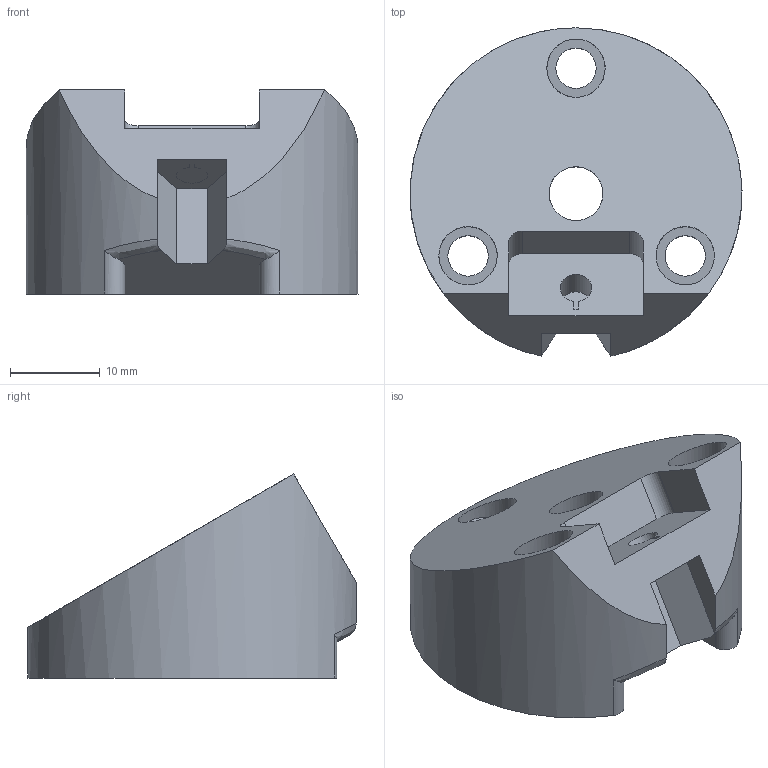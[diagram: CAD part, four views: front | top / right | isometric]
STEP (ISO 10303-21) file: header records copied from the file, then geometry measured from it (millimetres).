
FILE_DESCRIPTION(('FreeCAD Model'),'2;1');
FILE_NAME('Open CASCADE Shape Model','2024-04-18T19:41:36',(''),(''), 'Open CASCADE STEP processor 7.6','FreeCAD','Unknown');
FILE_SCHEMA(('AUTOMOTIVE_DESIGN { 1 0 10303 214 1 1 1 1 }'));
Length unit declared in the file: millimetre
Products named in the file (1): Body
Bounding box: 36.99 x 36.59 x 22.74 mm (x, y, z)
Volume: 12857.4 mm3; surface area: 5253.5 mm2
Topology: 1 solids, 1 shells, 41 faces, 102 edges, 68 vertices
Faces by surface type: plane 24, cylinder 15, bspline 2
Full cylindrical faces by diameter (mm): 4.5 x3, 6 x1, 6.5 x3, 16 x1
Entity records: 1462 total; most frequent: CARTESIAN_POINT 438, ORIENTED_EDGE 204, DIRECTION 203, EDGE_CURVE 102, AXIS2_PLACEMENT_3D 72, VERTEX_POINT 68, LINE 59, VECTOR 59
